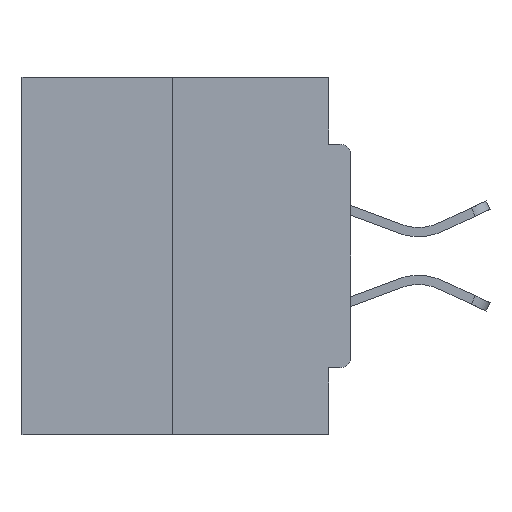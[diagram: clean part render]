
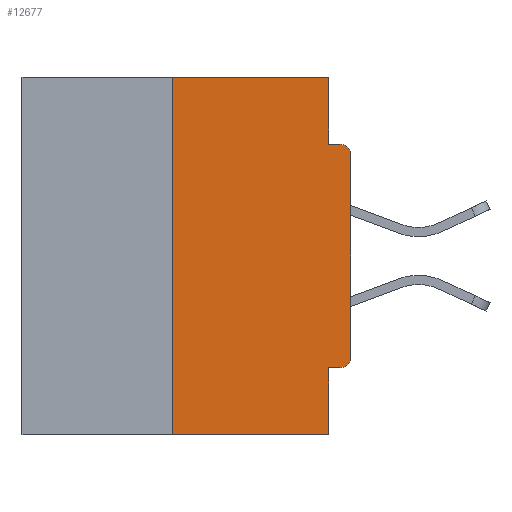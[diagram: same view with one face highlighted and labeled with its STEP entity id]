
A CAD part, left-side view. The second image highlights one B-rep face of the part: STEP entity #12677.
In plain terms, the highlighted planar face has unit normal (-1, 0, 0).
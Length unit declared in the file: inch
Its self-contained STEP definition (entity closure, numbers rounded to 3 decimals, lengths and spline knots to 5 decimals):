
#1011 = VERTEX_POINT ( 'NONE', #21425 ) ;
#1833 = FACE_OUTER_BOUND ( 'NONE', #13699, .T. ) ;
#2297 = VECTOR ( 'NONE', #8712, 39.37008 ) ;
#2307 = CARTESIAN_POINT ( 'NONE',  ( 0., 0.031, -0.5 ) ) ;
#2423 = DIRECTION ( 'NONE',  ( 0., 0., -1. ) ) ;
#2743 = VECTOR ( 'NONE', #15591, 39.37008 ) ;
#2826 = CARTESIAN_POINT ( 'NONE',  ( 0., 0., -0.1085 ) ) ;
#3302 = CARTESIAN_POINT ( 'NONE',  ( 0., 0.46, 0. ) ) ;
#3575 = EDGE_CURVE ( 'NONE', #23660, #18189, #17959, .T. ) ;
#3882 = CARTESIAN_POINT ( 'NONE',  ( 0., 0.015, -0.0935 ) ) ;
#3919 = VECTOR ( 'NONE', #32418, 39.37008 ) ;
#4730 = VECTOR ( 'NONE', #9725, 39.37008 ) ;
#4760 = CARTESIAN_POINT ( 'NONE',  ( 0., 0., -0.0935 ) ) ;
#5259 = AXIS2_PLACEMENT_3D ( 'NONE', #32706, #8059, #16476 ) ;
#5588 = CARTESIAN_POINT ( 'NONE',  ( 0., 0.25, 0. ) ) ;
#6593 = VERTEX_POINT ( 'NONE', #24973 ) ;
#7319 = EDGE_CURVE ( 'NONE', #13656, #24863, #13284, .T. ) ;
#7522 = CARTESIAN_POINT ( 'NONE',  ( 0., 0.031, -0.0935 ) ) ;
#7787 = EDGE_CURVE ( 'NONE', #9092, #34110, #32364, .T. ) ;
#8059 = DIRECTION ( 'NONE',  ( -1., 0., 0. ) ) ;
#8435 = ORIENTED_EDGE ( 'NONE', *, *, #3575, .T. ) ;
#8474 = EDGE_CURVE ( 'NONE', #11765, #22607, #16646, .T. ) ;
#8541 = AXIS2_PLACEMENT_3D ( 'NONE', #3302, #22224, #11576 ) ;
#8712 = DIRECTION ( 'NONE',  ( 0., -1., 0. ) ) ;
#9092 = VERTEX_POINT ( 'NONE', #23950 ) ;
#9104 = CARTESIAN_POINT ( 'NONE',  ( 0., 0.25, -0.5 ) ) ;
#9725 = DIRECTION ( 'NONE',  ( 0., 0., -1. ) ) ;
#10067 = CARTESIAN_POINT ( 'NONE',  ( 0., 0.031, 0. ) ) ;
#10395 = EDGE_CURVE ( 'NONE', #1011, #11765, #31694, .T. ) ;
#10752 = LINE ( 'NONE', #23838, #2743 ) ;
#10975 = CARTESIAN_POINT ( 'NONE',  ( 0., 0., -0.3915 ) ) ;
#11099 = PLANE ( 'NONE',  #8541 ) ;
#11576 = DIRECTION ( 'NONE',  ( 0., 0., -1. ) ) ;
#11765 = VERTEX_POINT ( 'NONE', #23248 ) ;
#12325 = ORIENTED_EDGE ( 'NONE', *, *, #29584, .F. ) ;
#12398 = CARTESIAN_POINT ( 'NONE',  ( 0., 0.46, 0. ) ) ;
#12677 = ADVANCED_FACE ( 'NONE', ( #1833 ), #11099, .F. ) ;
#13284 = LINE ( 'NONE', #13299, #2297 ) ;
#13299 = CARTESIAN_POINT ( 'NONE',  ( 0., 0.46, -0.5 ) ) ;
#13372 = EDGE_CURVE ( 'NONE', #9092, #6593, #25486, .T. ) ;
#13457 = CARTESIAN_POINT ( 'NONE',  ( 0., 0., -0.4065 ) ) ;
#13656 = VERTEX_POINT ( 'NONE', #9104 ) ;
#13699 = EDGE_LOOP ( 'NONE', ( #32759, #28259, #33378, #12325, #15258, #29854, #31817, #8435, #33517, #19580 ) ) ;
#15258 = ORIENTED_EDGE ( 'NONE', *, *, #13372, .F. ) ;
#15591 = DIRECTION ( 'NONE',  ( 0., 0., 1. ) ) ;
#16476 = DIRECTION ( 'NONE',  ( 0., 0., -1. ) ) ;
#16646 = LINE ( 'NONE', #10067, #4730 ) ;
#17151 = DIRECTION ( 'NONE',  ( 0., 0., -1. ) ) ;
#17959 = CIRCLE ( 'NONE', #19010, 0.015 ) ;
#18189 = VERTEX_POINT ( 'NONE', #3882 ) ;
#19010 = AXIS2_PLACEMENT_3D ( 'NONE', #29913, #27782, #17151 ) ;
#19084 = DIRECTION ( 'NONE',  ( 0., 0., 1. ) ) ;
#19394 = VECTOR ( 'NONE', #2423, 39.37008 ) ;
#19580 = ORIENTED_EDGE ( 'NONE', *, *, #8474, .F. ) ;
#20245 = EDGE_CURVE ( 'NONE', #22607, #18189, #32048, .T. ) ;
#21090 = LINE ( 'NONE', #2307, #19394 ) ;
#21425 = CARTESIAN_POINT ( 'NONE',  ( 0., 0.25, 0. ) ) ;
#22224 = DIRECTION ( 'NONE',  ( 1., 0., 0. ) ) ;
#22607 = VERTEX_POINT ( 'NONE', #7522 ) ;
#23248 = CARTESIAN_POINT ( 'NONE',  ( 0., 0.031, 0. ) ) ;
#23586 = CARTESIAN_POINT ( 'NONE',  ( 0., 0.031, -0.5 ) ) ;
#23660 = VERTEX_POINT ( 'NONE', #2826 ) ;
#23838 = CARTESIAN_POINT ( 'NONE',  ( 0., 0., 0. ) ) ;
#23950 = CARTESIAN_POINT ( 'NONE',  ( 0., 0.015, -0.4065 ) ) ;
#24863 = VERTEX_POINT ( 'NONE', #23586 ) ;
#24973 = CARTESIAN_POINT ( 'NONE',  ( 0., 0.031, -0.4065 ) ) ;
#25486 = LINE ( 'NONE', #13457, #3919 ) ;
#25771 = EDGE_CURVE ( 'NONE', #34110, #23660, #10752, .T. ) ;
#26046 = VECTOR ( 'NONE', #19084, 39.37008 ) ;
#27012 = VECTOR ( 'NONE', #33855, 39.37008 ) ;
#27782 = DIRECTION ( 'NONE',  ( -1., 0., 0. ) ) ;
#28259 = ORIENTED_EDGE ( 'NONE', *, *, #33543, .F. ) ;
#29584 = EDGE_CURVE ( 'NONE', #6593, #24863, #21090, .T. ) ;
#29854 = ORIENTED_EDGE ( 'NONE', *, *, #7787, .T. ) ;
#29913 = CARTESIAN_POINT ( 'NONE',  ( 0., 0.015, -0.1085 ) ) ;
#30340 = LINE ( 'NONE', #5588, #26046 ) ;
#31616 = VECTOR ( 'NONE', #34028, 39.37008 ) ;
#31694 = LINE ( 'NONE', #12398, #27012 ) ;
#31817 = ORIENTED_EDGE ( 'NONE', *, *, #25771, .T. ) ;
#32048 = LINE ( 'NONE', #4760, #31616 ) ;
#32364 = CIRCLE ( 'NONE', #5259, 0.015 ) ;
#32418 = DIRECTION ( 'NONE',  ( 0., 1., 0. ) ) ;
#32706 = CARTESIAN_POINT ( 'NONE',  ( 0., 0.015, -0.3915 ) ) ;
#32759 = ORIENTED_EDGE ( 'NONE', *, *, #10395, .F. ) ;
#33378 = ORIENTED_EDGE ( 'NONE', *, *, #7319, .T. ) ;
#33517 = ORIENTED_EDGE ( 'NONE', *, *, #20245, .F. ) ;
#33543 = EDGE_CURVE ( 'NONE', #13656, #1011, #30340, .T. ) ;
#33855 = DIRECTION ( 'NONE',  ( 0., -1., 0. ) ) ;
#34028 = DIRECTION ( 'NONE',  ( 0., -1., 0. ) ) ;
#34110 = VERTEX_POINT ( 'NONE', #10975 ) ;
